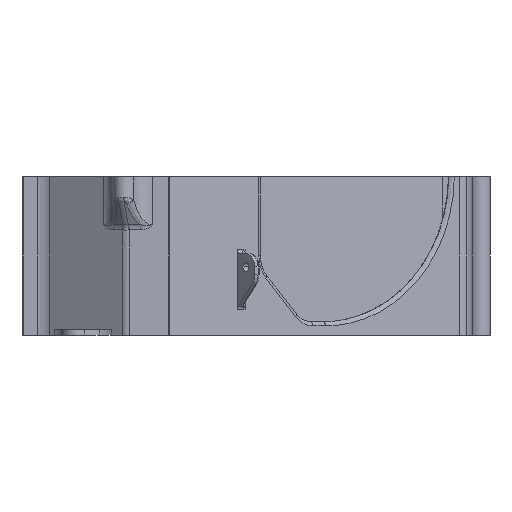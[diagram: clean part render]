
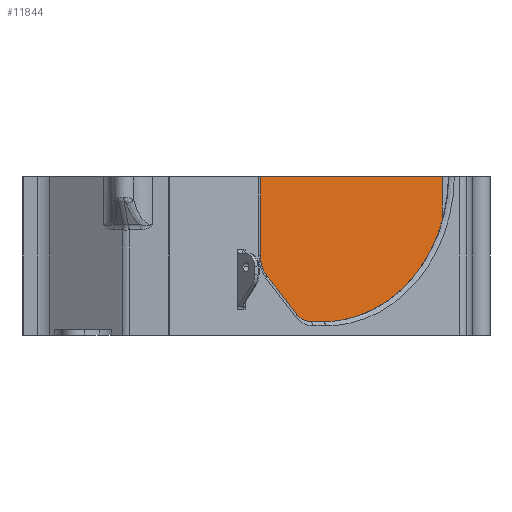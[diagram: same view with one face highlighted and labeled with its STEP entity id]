
A CAD part, left-side view. The second image highlights one B-rep face of the part: STEP entity #11844.
In plain terms, the highlighted planar face has unit normal (-0.766, -0.643, 0).
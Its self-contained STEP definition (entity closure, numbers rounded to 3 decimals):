
#5 = DIRECTION ( 'NONE',  ( 0.643, -0.766, 0. ) ) ;
#353 = FACE_OUTER_BOUND ( 'NONE', #3629, .T. ) ;
#441 = VECTOR ( 'NONE', #14413, 1000. ) ;
#618 = B_SPLINE_CURVE_WITH_KNOTS ( 'NONE', 3,
 ( #4970, #1377, #9399, #12547 ),
 .UNSPECIFIED., .F., .F.,
 ( 4, 4 ),
 ( 0., 1. ),
 .UNSPECIFIED. ) ;
#961 = VECTOR ( 'NONE', #5, 1000. ) ;
#1166 = CARTESIAN_POINT ( 'NONE',  ( 135.467, -145.886, 2. ) ) ;
#1377 = CARTESIAN_POINT ( 'NONE',  ( 135.467, -145.886, 20.667 ) ) ;
#1525 = PLANE ( 'NONE',  #4884 ) ;
#2141 = LINE ( 'NONE', #5491, #961 ) ;
#2349 = ORIENTED_EDGE ( 'NONE', *, *, #3365, .T. ) ;
#2536 = LINE ( 'NONE', #4872, #6566 ) ;
#2597 = CARTESIAN_POINT ( 'NONE',  ( 135.467, -145.886, 58. ) ) ;
#3365 = EDGE_CURVE ( 'NONE', #6440, #11701, #2141, .T. ) ;
#3629 = EDGE_LOOP ( 'NONE', ( #10593, #10848, #2349, #13389 ) ) ;
#3788 = DIRECTION ( 'NONE',  ( 0.643, -0.766, 0. ) ) ;
#3895 = EDGE_CURVE ( 'NONE', #4568, #12218, #2536, .T. ) ;
#4568 = VERTEX_POINT ( 'NONE', #5109 ) ;
#4872 = CARTESIAN_POINT ( 'NONE',  ( 68.351, -65.901, 58. ) ) ;
#4884 = AXIS2_PLACEMENT_3D ( 'NONE', #8022, #13716, #8239 ) ;
#4970 = CARTESIAN_POINT ( 'NONE',  ( 135.467, -145.886, 2. ) ) ;
#5109 = CARTESIAN_POINT ( 'NONE',  ( 68.608, -66.207, 58. ) ) ;
#5491 = CARTESIAN_POINT ( 'NONE',  ( 68.351, -65.901, 2. ) ) ;
#5519 = LINE ( 'NONE', #9943, #441 ) ;
#6440 = VERTEX_POINT ( 'NONE', #8995 ) ;
#6566 = VECTOR ( 'NONE', #3788, 1000. ) ;
#8022 = CARTESIAN_POINT ( 'NONE',  ( 68.351, -65.901, 58. ) ) ;
#8239 = DIRECTION ( 'NONE',  ( -0.643, 0.766, 0. ) ) ;
#8995 = CARTESIAN_POINT ( 'NONE',  ( 68.608, -66.207, 2. ) ) ;
#9399 = CARTESIAN_POINT ( 'NONE',  ( 135.467, -145.886, 39.333 ) ) ;
#9943 = CARTESIAN_POINT ( 'NONE',  ( 68.608, -66.207, 58. ) ) ;
#10593 = ORIENTED_EDGE ( 'NONE', *, *, #3895, .F. ) ;
#10848 = ORIENTED_EDGE ( 'NONE', *, *, #12029, .T. ) ;
#11701 = VERTEX_POINT ( 'NONE', #1166 ) ;
#11844 = ADVANCED_FACE ( 'NONE', ( #353 ), #1525, .F. ) ;
#12029 = EDGE_CURVE ( 'NONE', #4568, #6440, #5519, .T. ) ;
#12218 = VERTEX_POINT ( 'NONE', #2597 ) ;
#12547 = CARTESIAN_POINT ( 'NONE',  ( 135.467, -145.886, 58. ) ) ;
#13031 = EDGE_CURVE ( 'NONE', #11701, #12218, #618, .T. ) ;
#13389 = ORIENTED_EDGE ( 'NONE', *, *, #13031, .T. ) ;
#13716 = DIRECTION ( 'NONE',  ( 0.766, 0.643, 0. ) ) ;
#14413 = DIRECTION ( 'NONE',  ( 0., 0., -1. ) ) ;
